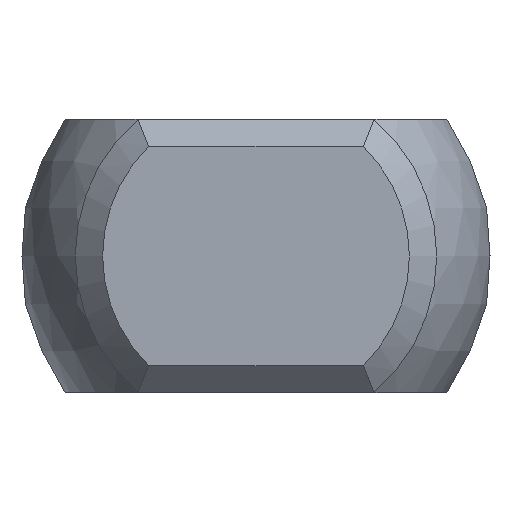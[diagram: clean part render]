
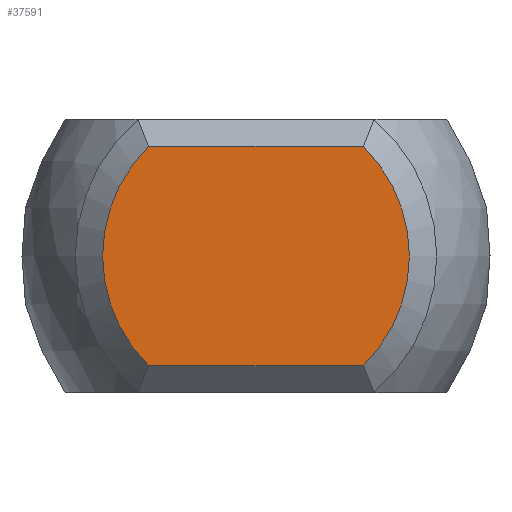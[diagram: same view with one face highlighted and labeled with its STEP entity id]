
A CAD part, left-side view. The second image highlights one B-rep face of the part: STEP entity #37591.
In plain terms, the highlighted planar face has unit normal (-1, 0, 0).
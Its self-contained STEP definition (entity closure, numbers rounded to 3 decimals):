
#35244 = PLANE('',#35245);
#35245 = AXIS2_PLACEMENT_3D('',#35246,#35247,#35248);
#35246 = CARTESIAN_POINT('',(-56.,3.125,2.25));
#35247 = DIRECTION('',(0.707,0.,-0.707));
#35248 = DIRECTION('',(-0.707,0.,-0.707));
#36968 = EDGE_CURVE('',#36969,#36971,#36973,.T.);
#36969 = VERTEX_POINT('',#36970);
#36970 = CARTESIAN_POINT('',(-56.25,-1.96,-2.));
#36971 = VERTEX_POINT('',#36972);
#36972 = CARTESIAN_POINT('',(-56.25,-1.96,2.));
#36973 = SURFACE_CURVE('',#36974,(#36979,#36991),.PCURVE_S1.);
#36974 = CIRCLE('',#36975,2.8);
#36975 = AXIS2_PLACEMENT_3D('',#36976,#36977,#36978);
#36976 = CARTESIAN_POINT('',(-56.25,0.,0.));
#36977 = DIRECTION('',(-1.,0.,0.));
#36978 = DIRECTION('',(0.,-1.,0.));
#36979 = PCURVE('',#36980,#36985);
#36980 = CONICAL_SURFACE('',#36981,3.05,0.785);
#36981 = AXIS2_PLACEMENT_3D('',#36982,#36983,#36984);
#36982 = CARTESIAN_POINT('',(-56.,0.,0.));
#36983 = DIRECTION('',(1.,0.,0.));
#36984 = DIRECTION('',(0.,-1.,0.));
#36985 = DEFINITIONAL_REPRESENTATION('',(#36986),#36990);
#36986 = LINE('',#36987,#36988);
#36987 = CARTESIAN_POINT('',(6.283,-0.25));
#36988 = VECTOR('',#36989,1.);
#36989 = DIRECTION('',(-1.,0.));
#36990 = ( GEOMETRIC_REPRESENTATION_CONTEXT(2) 
PARAMETRIC_REPRESENTATION_CONTEXT() REPRESENTATION_CONTEXT('2D SPACE',''
  ) );
#36991 = PCURVE('',#36992,#36997);
#36992 = PLANE('',#36993);
#36993 = AXIS2_PLACEMENT_3D('',#36994,#36995,#36996);
#36994 = CARTESIAN_POINT('',(-56.25,0.,0.));
#36995 = DIRECTION('',(1.,0.,0.));
#36996 = DIRECTION('',(0.,0.,-1.));
#36997 = DEFINITIONAL_REPRESENTATION('',(#36998),#37006);
#36998 = ( BOUNDED_CURVE() B_SPLINE_CURVE(2,(#36999,#37000,#37001,#37002
    ,#37003,#37004,#37005),.UNSPECIFIED.,.T.,.F.) 
B_SPLINE_CURVE_WITH_KNOTS((1,2,2,2,2,1),(-2.094,0.,
    2.094,4.189,6.283,8.378),
.UNSPECIFIED.) CURVE() GEOMETRIC_REPRESENTATION_ITEM() 
RATIONAL_B_SPLINE_CURVE((1.,0.5,1.,0.5,1.,0.5,1.)) REPRESENTATION_ITEM(
  '') );
#36999 = CARTESIAN_POINT('',(0.,-2.8));
#37000 = CARTESIAN_POINT('',(-4.85,-2.8));
#37001 = CARTESIAN_POINT('',(-2.425,1.4));
#37002 = CARTESIAN_POINT('',(0.,5.6));
#37003 = CARTESIAN_POINT('',(2.425,1.4));
#37004 = CARTESIAN_POINT('',(4.85,-2.8));
#37005 = CARTESIAN_POINT('',(0.,-2.8));
#37006 = ( GEOMETRIC_REPRESENTATION_CONTEXT(2) 
PARAMETRIC_REPRESENTATION_CONTEXT() REPRESENTATION_CONTEXT('2D SPACE',''
  ) );
#37024 = PLANE('',#37025);
#37025 = AXIS2_PLACEMENT_3D('',#37026,#37027,#37028);
#37026 = CARTESIAN_POINT('',(-56.,-3.125,-2.25));
#37027 = DIRECTION('',(0.707,0.,0.707)
  );
#37028 = DIRECTION('',(0.707,0.,-0.707));
#37084 = EDGE_CURVE('',#36971,#37085,#37087,.T.);
#37085 = VERTEX_POINT('',#37086);
#37086 = CARTESIAN_POINT('',(-56.25,1.96,2.));
#37087 = SURFACE_CURVE('',#37088,(#37092,#37099),.PCURVE_S1.);
#37088 = LINE('',#37089,#37090);
#37089 = CARTESIAN_POINT('',(-56.25,3.125,2.));
#37090 = VECTOR('',#37091,1.);
#37091 = DIRECTION('',(0.,1.,0.));
#37092 = PCURVE('',#35244,#37093);
#37093 = DEFINITIONAL_REPRESENTATION('',(#37094),#37098);
#37094 = LINE('',#37095,#37096);
#37095 = CARTESIAN_POINT('',(0.354,0.));
#37096 = VECTOR('',#37097,1.);
#37097 = DIRECTION('',(0.,1.));
#37098 = ( GEOMETRIC_REPRESENTATION_CONTEXT(2) 
PARAMETRIC_REPRESENTATION_CONTEXT() REPRESENTATION_CONTEXT('2D SPACE',''
  ) );
#37099 = PCURVE('',#36992,#37100);
#37100 = DEFINITIONAL_REPRESENTATION('',(#37101),#37105);
#37101 = LINE('',#37102,#37103);
#37102 = CARTESIAN_POINT('',(-2.,3.125));
#37103 = VECTOR('',#37104,1.);
#37104 = DIRECTION('',(0.,1.));
#37105 = ( GEOMETRIC_REPRESENTATION_CONTEXT(2) 
PARAMETRIC_REPRESENTATION_CONTEXT() REPRESENTATION_CONTEXT('2D SPACE',''
  ) );
#37125 = CONICAL_SURFACE('',#37126,3.05,0.785);
#37126 = AXIS2_PLACEMENT_3D('',#37127,#37128,#37129);
#37127 = CARTESIAN_POINT('',(-56.,0.,0.));
#37128 = DIRECTION('',(1.,0.,0.));
#37129 = DIRECTION('',(-0.,1.,0.));
#37139 = EDGE_CURVE('',#37085,#37140,#37142,.T.);
#37140 = VERTEX_POINT('',#37141);
#37141 = CARTESIAN_POINT('',(-56.25,1.96,-2.));
#37142 = SURFACE_CURVE('',#37143,(#37148,#37155),.PCURVE_S1.);
#37143 = CIRCLE('',#37144,2.8);
#37144 = AXIS2_PLACEMENT_3D('',#37145,#37146,#37147);
#37145 = CARTESIAN_POINT('',(-56.25,0.,0.));
#37146 = DIRECTION('',(-1.,0.,0.));
#37147 = DIRECTION('',(0.,1.,0.));
#37148 = PCURVE('',#37125,#37149);
#37149 = DEFINITIONAL_REPRESENTATION('',(#37150),#37154);
#37150 = LINE('',#37151,#37152);
#37151 = CARTESIAN_POINT('',(6.283,-0.25));
#37152 = VECTOR('',#37153,1.);
#37153 = DIRECTION('',(-1.,0.));
#37154 = ( GEOMETRIC_REPRESENTATION_CONTEXT(2) 
PARAMETRIC_REPRESENTATION_CONTEXT() REPRESENTATION_CONTEXT('2D SPACE',''
  ) );
#37155 = PCURVE('',#36992,#37156);
#37156 = DEFINITIONAL_REPRESENTATION('',(#37157),#37165);
#37157 = ( BOUNDED_CURVE() B_SPLINE_CURVE(2,(#37158,#37159,#37160,#37161
    ,#37162,#37163,#37164),.UNSPECIFIED.,.T.,.F.) 
B_SPLINE_CURVE_WITH_KNOTS((1,2,2,2,2,1),(-2.094,0.,
    2.094,4.189,6.283,8.378),
.UNSPECIFIED.) CURVE() GEOMETRIC_REPRESENTATION_ITEM() 
RATIONAL_B_SPLINE_CURVE((1.,0.5,1.,0.5,1.,0.5,1.)) REPRESENTATION_ITEM(
  '') );
#37158 = CARTESIAN_POINT('',(0.,2.8));
#37159 = CARTESIAN_POINT('',(4.85,2.8));
#37160 = CARTESIAN_POINT('',(2.425,-1.4));
#37161 = CARTESIAN_POINT('',(0.,-5.6));
#37162 = CARTESIAN_POINT('',(-2.425,-1.4));
#37163 = CARTESIAN_POINT('',(-4.85,2.8));
#37164 = CARTESIAN_POINT('',(0.,2.8));
#37165 = ( GEOMETRIC_REPRESENTATION_CONTEXT(2) 
PARAMETRIC_REPRESENTATION_CONTEXT() REPRESENTATION_CONTEXT('2D SPACE',''
  ) );
#37239 = EDGE_CURVE('',#37140,#36969,#37240,.T.);
#37240 = SURFACE_CURVE('',#37241,(#37245,#37252),.PCURVE_S1.);
#37241 = LINE('',#37242,#37243);
#37242 = CARTESIAN_POINT('',(-56.25,-3.125,-2.));
#37243 = VECTOR('',#37244,1.);
#37244 = DIRECTION('',(0.,-1.,0.));
#37245 = PCURVE('',#37024,#37246);
#37246 = DEFINITIONAL_REPRESENTATION('',(#37247),#37251);
#37247 = LINE('',#37248,#37249);
#37248 = CARTESIAN_POINT('',(-0.354,0.));
#37249 = VECTOR('',#37250,1.);
#37250 = DIRECTION('',(0.,-1.));
#37251 = ( GEOMETRIC_REPRESENTATION_CONTEXT(2) 
PARAMETRIC_REPRESENTATION_CONTEXT() REPRESENTATION_CONTEXT('2D SPACE',''
  ) );
#37252 = PCURVE('',#36992,#37253);
#37253 = DEFINITIONAL_REPRESENTATION('',(#37254),#37258);
#37254 = LINE('',#37255,#37256);
#37255 = CARTESIAN_POINT('',(2.,-3.125));
#37256 = VECTOR('',#37257,1.);
#37257 = DIRECTION('',(0.,-1.));
#37258 = ( GEOMETRIC_REPRESENTATION_CONTEXT(2) 
PARAMETRIC_REPRESENTATION_CONTEXT() REPRESENTATION_CONTEXT('2D SPACE',''
  ) );
#37591 = ADVANCED_FACE('',(#37592),#36992,.F.);
#37592 = FACE_BOUND('',#37593,.T.);
#37593 = EDGE_LOOP('',(#37594,#37595,#37596,#37597));
#37594 = ORIENTED_EDGE('',*,*,#36968,.T.);
#37595 = ORIENTED_EDGE('',*,*,#37084,.T.);
#37596 = ORIENTED_EDGE('',*,*,#37139,.T.);
#37597 = ORIENTED_EDGE('',*,*,#37239,.T.);
